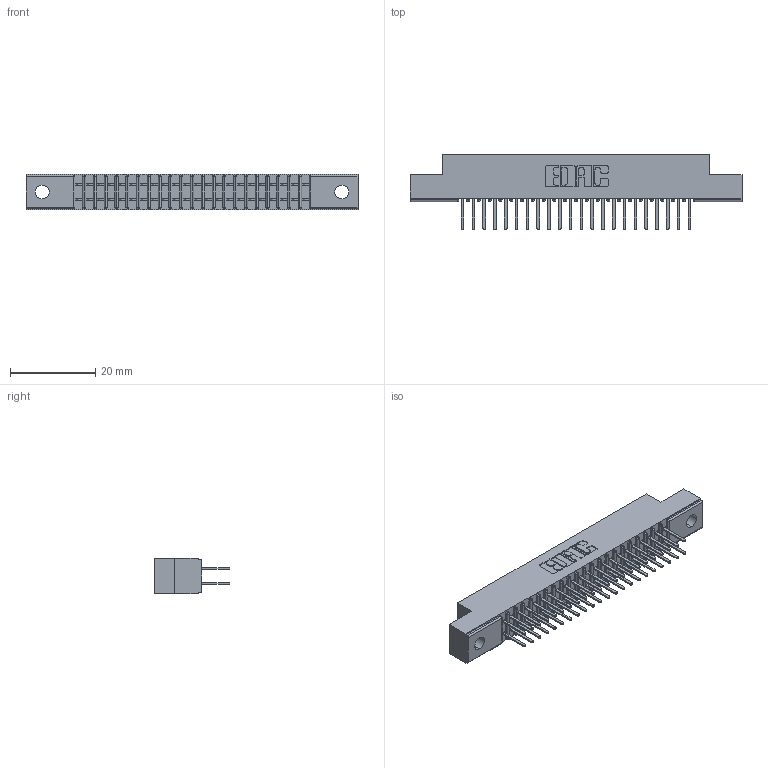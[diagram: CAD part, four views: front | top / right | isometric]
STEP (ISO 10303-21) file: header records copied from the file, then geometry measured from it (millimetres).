
FILE_DESCRIPTION (( 'STEP AP203' ), '1' );
FILE_NAME ('341-044-521-202.STEP', '2018-08-07T02:24:44', ( '' ), ( '' ), 'SwSTEP 2.0', 'SolidWorks 2016', '' );
FILE_SCHEMA (( 'CONFIG_CONTROL_DESIGN' ));
Length unit declared in the file: inch
Products named in the file (3): 341 Part_.128 (3.25) Dia Mounting Holes; 341-292-001_341-292-121; 341-044-521-202
Assembly tree (45 placements, depth 2):
  341-044-521-202
    341 Part_.128 (3.25) Dia Mounting Holes
    341-292-001_341-292-121  x44
Bounding box: 78.11 x 17.7 x 8.38 mm (x, y, z)
Volume: 4439.8 mm3; surface area: 9192.1 mm2
Topology: 45 solids, 45 shells, 3020 faces, 8742 edges, 5662 vertices
Faces by surface type: plane 1828, cylinder 1104, sphere 46, torus 42
Entity records: 29291 total; most frequent: CARTESIAN_POINT 4870, ORIENTED_EDGE 4836, DIRECTION 4740, EDGE_CURVE 2418, VECTOR 1932, LINE 1932, VERTEX_POINT 1534, AXIS2_PLACEMENT_3D 1404
